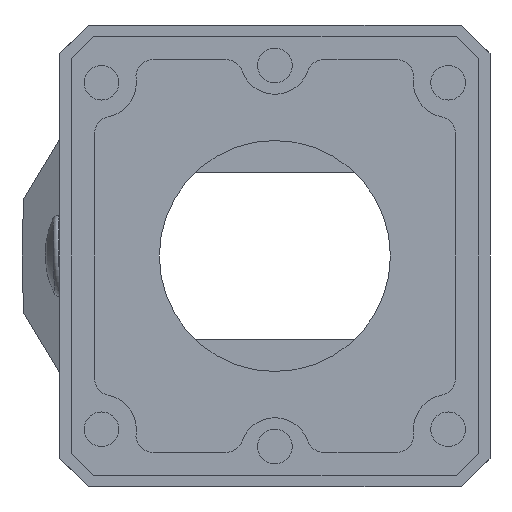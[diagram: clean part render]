
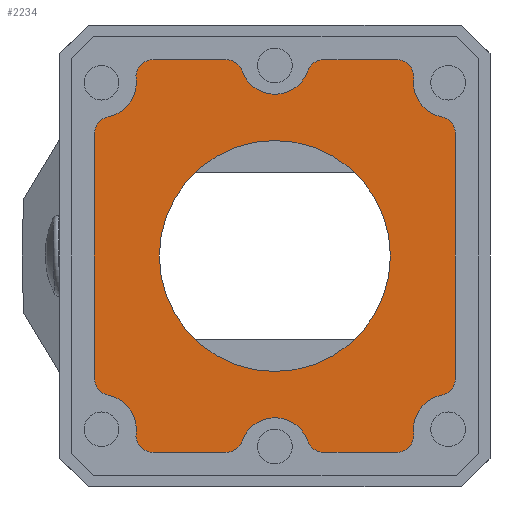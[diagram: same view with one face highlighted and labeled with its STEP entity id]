
A CAD part, front view. The second image highlights one B-rep face of the part: STEP entity #2234.
In plain terms, the highlighted planar face has unit normal (0, -1, 0).
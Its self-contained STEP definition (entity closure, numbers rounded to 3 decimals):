
#533=CARTESIAN_POINT('',(28.25,13.,21.172));
#534=DIRECTION('',(0.,-1.,0.));
#535=DIRECTION('',(1.,0.,0.));
#536=AXIS2_PLACEMENT_3D('',#533,#534,#535);
#541=DIRECTION('',(0.,0.,1.));
#542=VECTOR('',#541,42.344);
#543=CARTESIAN_POINT('',(31.25,13.,-21.172));
#544=LINE('',#543,#542);
#548=CARTESIAN_POINT('',(28.25,13.,-21.172));
#549=DIRECTION('',(0.,-1.,0.));
#550=DIRECTION('',(0.194,0.,-0.981));
#551=AXIS2_PLACEMENT_3D('',#548,#549,#550);
#556=CARTESIAN_POINT('',(30.,13.,-30.));
#557=DIRECTION('',(0.,1.,0.));
#558=DIRECTION('',(-0.994,0.,-0.111));
#559=AXIS2_PLACEMENT_3D('',#556,#557,#558);
#564=CARTESIAN_POINT('',(21.056,13.,-31.));
#565=DIRECTION('',(0.,-1.,0.));
#566=DIRECTION('',(0.,0.,-1.));
#567=AXIS2_PLACEMENT_3D('',#564,#565,#566);
#572=DIRECTION('',(1.,0.,0.));
#573=VECTOR('',#572,12.57);
#574=CARTESIAN_POINT('',(8.485,13.,-34.));
#575=LINE('',#574,#573);
#579=CARTESIAN_POINT('',(8.485,13.,-31.));
#580=DIRECTION('',(0.,-1.,0.));
#581=DIRECTION('',(-0.943,0.,-0.333));
#582=AXIS2_PLACEMENT_3D('',#579,#580,#581);
#587=CARTESIAN_POINT('',(0.,13.,-34.));
#588=DIRECTION('',(0.,1.,0.));
#589=DIRECTION('',(-0.943,0.,0.333));
#590=AXIS2_PLACEMENT_3D('',#587,#588,#589);
#595=CARTESIAN_POINT('',(-8.485,13.,-31.));
#596=DIRECTION('',(0.,-1.,0.));
#597=DIRECTION('',(0.,0.,-1.));
#598=AXIS2_PLACEMENT_3D('',#595,#596,#597);
#603=DIRECTION('',(1.,0.,0.));
#604=VECTOR('',#603,12.57);
#605=CARTESIAN_POINT('',(-21.056,13.,-34.));
#606=LINE('',#605,#604);
#610=CARTESIAN_POINT('',(-21.056,13.,-31.));
#611=DIRECTION('',(0.,-1.,0.));
#612=DIRECTION('',(-0.994,0.,0.111));
#613=AXIS2_PLACEMENT_3D('',#610,#611,#612);
#618=CARTESIAN_POINT('',(-30.,13.,-30.));
#619=DIRECTION('',(0.,1.,0.));
#620=DIRECTION('',(0.194,0.,0.981));
#621=AXIS2_PLACEMENT_3D('',#618,#619,#620);
#626=CARTESIAN_POINT('',(-28.25,13.,-21.172));
#627=DIRECTION('',(0.,-1.,0.));
#628=DIRECTION('',(-1.,0.,0.));
#629=AXIS2_PLACEMENT_3D('',#626,#627,#628);
#634=DIRECTION('',(0.,0.,-1.));
#635=VECTOR('',#634,42.344);
#636=CARTESIAN_POINT('',(-31.25,13.,21.172));
#637=LINE('',#636,#635);
#641=CARTESIAN_POINT('',(-28.25,13.,21.172));
#642=DIRECTION('',(0.,-1.,0.));
#643=DIRECTION('',(-0.194,0.,0.981));
#644=AXIS2_PLACEMENT_3D('',#641,#642,#643);
#649=CARTESIAN_POINT('',(-30.,13.,30.));
#650=DIRECTION('',(0.,1.,0.));
#651=DIRECTION('',(0.994,0.,0.111));
#652=AXIS2_PLACEMENT_3D('',#649,#650,#651);
#657=CARTESIAN_POINT('',(-21.056,13.,31.));
#658=DIRECTION('',(0.,-1.,0.));
#659=DIRECTION('',(0.,0.,1.));
#660=AXIS2_PLACEMENT_3D('',#657,#658,#659);
#665=DIRECTION('',(-1.,0.,0.));
#666=VECTOR('',#665,12.57);
#667=CARTESIAN_POINT('',(-8.485,13.,34.));
#668=LINE('',#667,#666);
#672=CARTESIAN_POINT('',(-8.485,13.,31.));
#673=DIRECTION('',(0.,-1.,0.));
#674=DIRECTION('',(0.943,0.,0.333));
#675=AXIS2_PLACEMENT_3D('',#672,#673,#674);
#680=CARTESIAN_POINT('',(0.,13.,34.));
#681=DIRECTION('',(0.,1.,0.));
#682=DIRECTION('',(0.943,0.,-0.333));
#683=AXIS2_PLACEMENT_3D('',#680,#681,#682);
#688=CARTESIAN_POINT('',(8.485,13.,31.));
#689=DIRECTION('',(0.,-1.,0.));
#690=DIRECTION('',(0.,0.,1.));
#691=AXIS2_PLACEMENT_3D('',#688,#689,#690);
#696=DIRECTION('',(-1.,0.,0.));
#697=VECTOR('',#696,12.57);
#698=CARTESIAN_POINT('',(21.056,13.,34.));
#699=LINE('',#698,#697);
#703=CARTESIAN_POINT('',(21.056,13.,31.));
#704=DIRECTION('',(0.,-1.,0.));
#705=DIRECTION('',(0.994,0.,-0.111));
#706=AXIS2_PLACEMENT_3D('',#703,#704,#705);
#711=CARTESIAN_POINT('',(30.,13.,30.));
#712=DIRECTION('',(0.,1.,0.));
#713=DIRECTION('',(-0.194,0.,-0.981));
#714=AXIS2_PLACEMENT_3D('',#711,#712,#713);
#719=CARTESIAN_POINT('',(0.,13.,0.));
#720=DIRECTION('',(0.,1.,0.));
#721=DIRECTION('',(-1.,0.,0.));
#722=AXIS2_PLACEMENT_3D('',#719,#720,#721);
#727=CARTESIAN_POINT('',(0.,13.,0.));
#728=DIRECTION('',(0.,1.,0.));
#729=DIRECTION('',(1.,0.,0.));
#730=AXIS2_PLACEMENT_3D('',#727,#728,#729);
#1641=CARTESIAN_POINT('',(-5.657,13.,-32.));
#1642=CARTESIAN_POINT('',(5.657,13.,-32.));
#1643=VERTEX_POINT('',#1641);
#1644=VERTEX_POINT('',#1642);
#1645=CARTESIAN_POINT('',(8.485,13.,-34.));
#1646=VERTEX_POINT('',#1645);
#1647=CARTESIAN_POINT('',(21.056,13.,-34.));
#1648=VERTEX_POINT('',#1647);
#1649=CARTESIAN_POINT('',(24.037,13.,-30.667));
#1650=VERTEX_POINT('',#1649);
#1651=CARTESIAN_POINT('',(28.833,13.,-24.115));
#1652=VERTEX_POINT('',#1651);
#1653=CARTESIAN_POINT('',(31.25,13.,-21.172));
#1654=VERTEX_POINT('',#1653);
#1655=CARTESIAN_POINT('',(31.25,13.,21.172));
#1656=VERTEX_POINT('',#1655);
#1677=CARTESIAN_POINT('',(-20.,13.,0.));
#1678=CARTESIAN_POINT('',(20.,13.,0.));
#1679=VERTEX_POINT('',#1677);
#1680=VERTEX_POINT('',#1678);
#1705=CARTESIAN_POINT('',(28.833,13.,24.115));
#1706=VERTEX_POINT('',#1705);
#1707=CARTESIAN_POINT('',(24.037,13.,30.667));
#1708=VERTEX_POINT('',#1707);
#1709=CARTESIAN_POINT('',(21.056,13.,34.));
#1710=VERTEX_POINT('',#1709);
#1711=CARTESIAN_POINT('',(8.485,13.,34.));
#1712=VERTEX_POINT('',#1711);
#1713=CARTESIAN_POINT('',(5.657,13.,32.));
#1714=VERTEX_POINT('',#1713);
#1715=CARTESIAN_POINT('',(-5.657,13.,32.));
#1716=VERTEX_POINT('',#1715);
#1717=CARTESIAN_POINT('',(-8.485,13.,34.));
#1718=VERTEX_POINT('',#1717);
#1719=CARTESIAN_POINT('',(-21.056,13.,34.));
#1720=VERTEX_POINT('',#1719);
#1721=CARTESIAN_POINT('',(-24.037,13.,30.667));
#1722=VERTEX_POINT('',#1721);
#1723=CARTESIAN_POINT('',(-28.833,13.,24.115));
#1724=VERTEX_POINT('',#1723);
#1725=CARTESIAN_POINT('',(-31.25,13.,21.172));
#1726=VERTEX_POINT('',#1725);
#1727=CARTESIAN_POINT('',(-31.25,13.,-21.172));
#1728=VERTEX_POINT('',#1727);
#1729=CARTESIAN_POINT('',(-28.833,13.,-24.115));
#1730=VERTEX_POINT('',#1729);
#1731=CARTESIAN_POINT('',(-24.037,13.,-30.667));
#1732=VERTEX_POINT('',#1731);
#1733=CARTESIAN_POINT('',(-21.056,13.,-34.));
#1734=VERTEX_POINT('',#1733);
#1735=CARTESIAN_POINT('',(-8.485,13.,-34.));
#1736=VERTEX_POINT('',#1735);
#2175=CARTESIAN_POINT('',(0.,13.,0.));
#2176=DIRECTION('',(0.,-1.,0.));
#2177=DIRECTION('',(-1.,0.,0.));
#2178=AXIS2_PLACEMENT_3D('',#2175,#2176,#2177);
#2179=PLANE('',#2178);
#2181=ORIENTED_EDGE('',*,*,#2180,.F.);
#2183=ORIENTED_EDGE('',*,*,#2182,.F.);
#2185=ORIENTED_EDGE('',*,*,#2184,.F.);
#2187=ORIENTED_EDGE('',*,*,#2186,.F.);
#2189=ORIENTED_EDGE('',*,*,#2188,.F.);
#2191=ORIENTED_EDGE('',*,*,#2190,.F.);
#2193=ORIENTED_EDGE('',*,*,#2192,.F.);
#2195=ORIENTED_EDGE('',*,*,#2194,.F.);
#2197=ORIENTED_EDGE('',*,*,#2196,.F.);
#2199=ORIENTED_EDGE('',*,*,#2198,.F.);
#2201=ORIENTED_EDGE('',*,*,#2200,.F.);
#2203=ORIENTED_EDGE('',*,*,#2202,.F.);
#2205=ORIENTED_EDGE('',*,*,#2204,.F.);
#2207=ORIENTED_EDGE('',*,*,#2206,.F.);
#2209=ORIENTED_EDGE('',*,*,#2208,.F.);
#2211=ORIENTED_EDGE('',*,*,#2210,.F.);
#2213=ORIENTED_EDGE('',*,*,#2212,.F.);
#2215=ORIENTED_EDGE('',*,*,#2214,.F.);
#2217=ORIENTED_EDGE('',*,*,#2216,.F.);
#2219=ORIENTED_EDGE('',*,*,#2218,.F.);
#2221=ORIENTED_EDGE('',*,*,#2220,.F.);
#2223=ORIENTED_EDGE('',*,*,#2222,.F.);
#2225=ORIENTED_EDGE('',*,*,#2224,.F.);
#2227=ORIENTED_EDGE('',*,*,#2226,.F.);
#2228=EDGE_LOOP('',(#2181,#2183,#2185,#2187,#2189,#2191,#2193,#2195,#2197,#2199,
#2201,#2203,#2205,#2207,#2209,#2211,#2213,#2215,#2217,#2219,#2221,#2223,#2225,
#2227));
#2229=FACE_OUTER_BOUND('',#2228,.F.);
#2230=ORIENTED_EDGE('',*,*,#2155,.F.);
#2231=ORIENTED_EDGE('',*,*,#2169,.F.);
#2232=EDGE_LOOP('',(#2230,#2231));
#2233=FACE_BOUND('',#2232,.F.);
#2234=ADVANCED_FACE('',(#2229,#2233),#2179,.T.);
#537=CIRCLE('',#536,3.);
#552=CIRCLE('',#551,3.);
#560=CIRCLE('',#559,6.);
#568=CIRCLE('',#567,3.);
#583=CIRCLE('',#582,3.);
#591=CIRCLE('',#590,6.);
#599=CIRCLE('',#598,3.);
#614=CIRCLE('',#613,3.);
#622=CIRCLE('',#621,6.);
#630=CIRCLE('',#629,3.);
#645=CIRCLE('',#644,3.);
#653=CIRCLE('',#652,6.);
#661=CIRCLE('',#660,3.);
#676=CIRCLE('',#675,3.);
#684=CIRCLE('',#683,6.);
#692=CIRCLE('',#691,3.);
#707=CIRCLE('',#706,3.);
#715=CIRCLE('',#714,6.);
#723=CIRCLE('',#722,20.);
#731=CIRCLE('',#730,20.);
#2155=EDGE_CURVE('',#1679,#1680,#723,.T.);
#2169=EDGE_CURVE('',#1680,#1679,#731,.T.);
#2180=EDGE_CURVE('',#1656,#1706,#537,.T.);
#2182=EDGE_CURVE('',#1654,#1656,#544,.T.);
#2184=EDGE_CURVE('',#1652,#1654,#552,.T.);
#2186=EDGE_CURVE('',#1650,#1652,#560,.T.);
#2188=EDGE_CURVE('',#1648,#1650,#568,.T.);
#2190=EDGE_CURVE('',#1646,#1648,#575,.T.);
#2192=EDGE_CURVE('',#1644,#1646,#583,.T.);
#2194=EDGE_CURVE('',#1643,#1644,#591,.T.);
#2196=EDGE_CURVE('',#1736,#1643,#599,.T.);
#2198=EDGE_CURVE('',#1734,#1736,#606,.T.);
#2200=EDGE_CURVE('',#1732,#1734,#614,.T.);
#2202=EDGE_CURVE('',#1730,#1732,#622,.T.);
#2204=EDGE_CURVE('',#1728,#1730,#630,.T.);
#2206=EDGE_CURVE('',#1726,#1728,#637,.T.);
#2208=EDGE_CURVE('',#1724,#1726,#645,.T.);
#2210=EDGE_CURVE('',#1722,#1724,#653,.T.);
#2212=EDGE_CURVE('',#1720,#1722,#661,.T.);
#2214=EDGE_CURVE('',#1718,#1720,#668,.T.);
#2216=EDGE_CURVE('',#1716,#1718,#676,.T.);
#2218=EDGE_CURVE('',#1714,#1716,#684,.T.);
#2220=EDGE_CURVE('',#1712,#1714,#692,.T.);
#2222=EDGE_CURVE('',#1710,#1712,#699,.T.);
#2224=EDGE_CURVE('',#1708,#1710,#707,.T.);
#2226=EDGE_CURVE('',#1706,#1708,#715,.T.);
